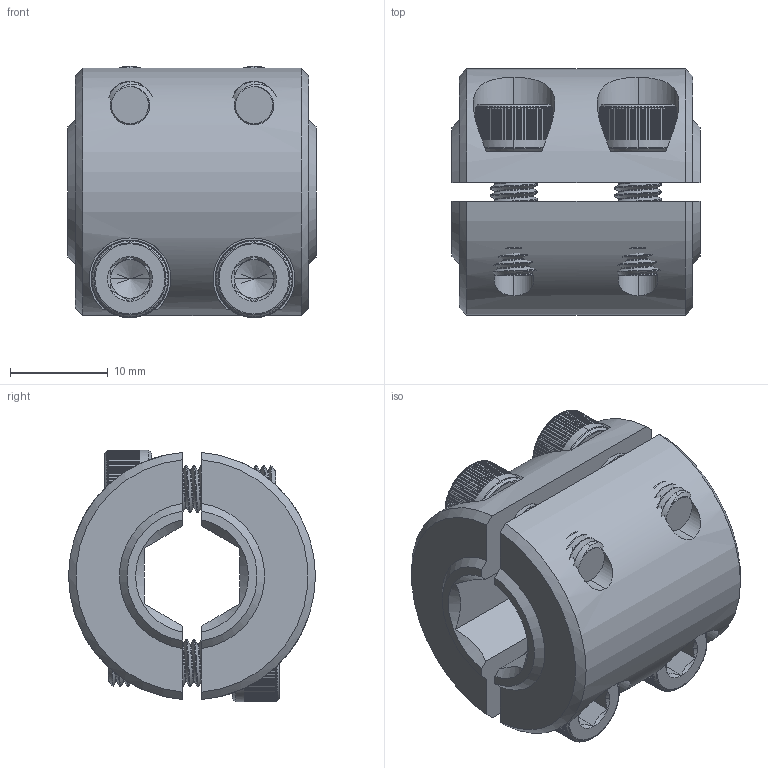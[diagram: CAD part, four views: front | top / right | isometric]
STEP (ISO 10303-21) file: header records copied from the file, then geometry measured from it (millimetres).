
FILE_DESCRIPTION (( 'STEP AP203' ), '1' );
FILE_NAME ('am-1716 375Hex Coupler.STEP', '2023-10-17T15:44:35', ( '' ), ( '' ), 'SwSTEP 2.0', 'SolidWorks 2022', '' );
FILE_SCHEMA (( 'CONFIG_CONTROL_DESIGN' ));
Length unit declared in the file: inch
Products named in the file (3): am-1716 375Hex Coupler; 375Hex Coupler Half; am-1002 10-32 x 0500 SHCS_am-1002 10-32 x 0500 SHCS
Assembly tree (6 placements, depth 2):
  am-1716 375Hex Coupler
    375Hex Coupler Half  x2
    am-1002 10-32 x 0500 SHCS_am-1002 10-32 x 0500 SHCS  x4
Bounding box: 25.4 x 25.27 x 25.73 mm (x, y, z)
Volume: 9304.6 mm3; surface area: 6934.5 mm2
Topology: 6 solids, 6 shells, 1808 faces, 5236 edges, 3444 vertices
Faces by surface type: plane 658, cylinder 450, cone 376, torus 312, bspline 12
Entity records: 22991 total; most frequent: CARTESIAN_POINT 11455, ORIENTED_EDGE 2692, DIRECTION 1891, EDGE_CURVE 1346, VERTEX_POINT 887, AXIS2_PLACEMENT_3D 757, B_SPLINE_CURVE_WITH_KNOTS 621, EDGE_LOOP 479
